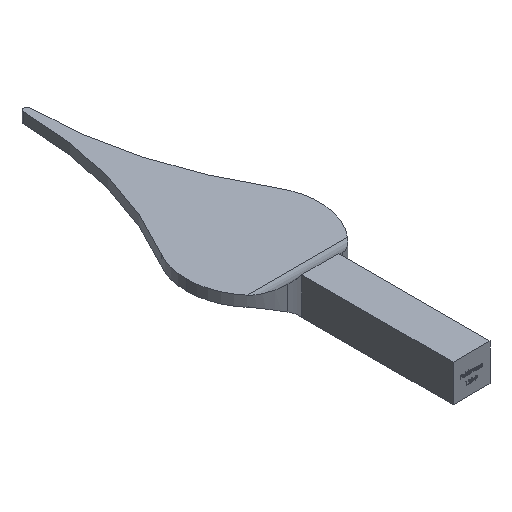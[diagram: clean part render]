
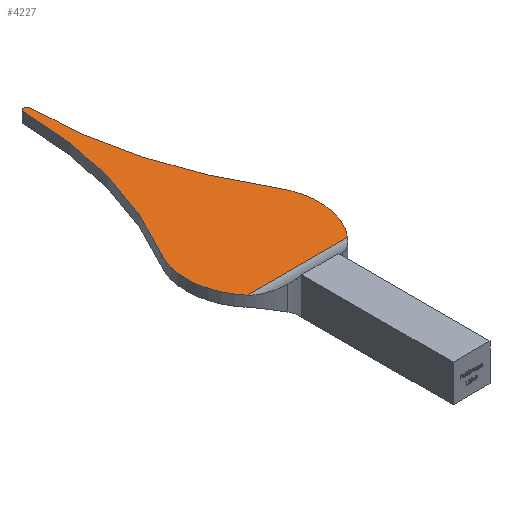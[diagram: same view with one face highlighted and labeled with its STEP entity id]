
A CAD part, isometric view. The second image highlights one B-rep face of the part: STEP entity #4227.
In plain terms, the highlighted planar face has unit normal (0, 0, 1).
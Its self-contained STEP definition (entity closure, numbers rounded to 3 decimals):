
#116 = DIRECTION ( 'NONE',  ( 0., 0., 1. ) ) ;
#124 = CARTESIAN_POINT ( 'NONE',  ( 0., 0., 2. ) ) ;
#257 = VERTEX_POINT ( 'NONE', #9165 ) ;
#474 = CARTESIAN_POINT ( 'NONE',  ( 144.977, 170., 2. ) ) ;
#727 = LINE ( 'NONE', #2344, #4347 ) ;
#835 = DIRECTION ( 'NONE',  ( 0., 0., -1. ) ) ;
#859 = ORIENTED_EDGE ( 'NONE', *, *, #2263, .T. ) ;
#1215 = DIRECTION ( 'NONE',  ( 1., 0., 0. ) ) ;
#1228 = CARTESIAN_POINT ( 'NONE',  ( -1.253, 169.007, 2. ) ) ;
#1453 = VECTOR ( 'NONE', #5303, 1000. ) ;
#1644 = AXIS2_PLACEMENT_3D ( 'NONE', #4478, #116, #5199 ) ;
#1826 = AXIS2_PLACEMENT_3D ( 'NONE', #3505, #8579, #4237 ) ;
#1895 = CARTESIAN_POINT ( 'NONE',  ( 1.253, 169.007, 2. ) ) ;
#2149 = CARTESIAN_POINT ( 'NONE',  ( 0.75, 82.989, 2. ) ) ;
#2198 = AXIS2_PLACEMENT_3D ( 'NONE', #474, #5548, #1215 ) ;
#2263 = EDGE_CURVE ( 'NONE', #3214, #6845, #9146, .T. ) ;
#2267 = VERTEX_POINT ( 'NONE', #6022 ) ;
#2271 = EDGE_CURVE ( 'NONE', #5423, #2425, #3361, .T. ) ;
#2314 = VERTEX_POINT ( 'NONE', #2461 ) ;
#2344 = CARTESIAN_POINT ( 'NONE',  ( 0., 170., 2. ) ) ;
#2425 = VERTEX_POINT ( 'NONE', #7638 ) ;
#2444 = CARTESIAN_POINT ( 'NONE',  ( -0.253, 170., 2. ) ) ;
#2461 = CARTESIAN_POINT ( 'NONE',  ( 0.253, 170., 2. ) ) ;
#2678 = ORIENTED_EDGE ( 'NONE', *, *, #5902, .T. ) ;
#2717 = CARTESIAN_POINT ( 'NONE',  ( 0.253, 169., 2. ) ) ;
#2800 = VERTEX_POINT ( 'NONE', #2444 ) ;
#2867 = DIRECTION ( 'NONE',  ( 1., 0., 0. ) ) ;
#3032 = AXIS2_PLACEMENT_3D ( 'NONE', #2149, #7228, #2867 ) ;
#3044 = EDGE_CURVE ( 'NONE', #3214, #257, #4246, .T. ) ;
#3068 = DIRECTION ( 'NONE',  ( 1., 0., 0. ) ) ;
#3077 = DIRECTION ( 'NONE',  ( 1., 0., 0. ) ) ;
#3126 = CARTESIAN_POINT ( 'NONE',  ( 4.379, 66.16, 2. ) ) ;
#3214 = VERTEX_POINT ( 'NONE', #6564 ) ;
#3361 = CIRCLE ( 'NONE', #3606, 143.727 ) ;
#3431 = DIRECTION ( 'NONE',  ( 1., 0., 0. ) ) ;
#3472 = ORIENTED_EDGE ( 'NONE', *, *, #5109, .F. ) ;
#3505 = CARTESIAN_POINT ( 'NONE',  ( -0.253, 169., 2. ) ) ;
#3568 = AXIS2_PLACEMENT_3D ( 'NONE', #2717, #7795, #3431 ) ;
#3606 = AXIS2_PLACEMENT_3D ( 'NONE', #8240, #3874, #8944 ) ;
#3793 = CIRCLE ( 'NONE', #1826, 1. ) ;
#3798 = ORIENTED_EDGE ( 'NONE', *, *, #3044, .F. ) ;
#3822 = FACE_OUTER_BOUND ( 'NONE', #8601, .T. ) ;
#3874 = DIRECTION ( 'NONE',  ( 0., 0., -1. ) ) ;
#3893 = ORIENTED_EDGE ( 'NONE', *, *, #2271, .T. ) ;
#4212 = EDGE_CURVE ( 'NONE', #8886, #2267, #5972, .T. ) ;
#4227 = ADVANCED_FACE ( 'NONE', ( #3822 ), #6684, .T. ) ;
#4237 = DIRECTION ( 'NONE',  ( 1., 0., 0. ) ) ;
#4246 = CIRCLE ( 'NONE', #3032, 26. ) ;
#4347 = VECTOR ( 'NONE', #3068, 1000. ) ;
#4361 = CIRCLE ( 'NONE', #3568, 1. ) ;
#4478 = CARTESIAN_POINT ( 'NONE',  ( -0.75, 82.989, 2. ) ) ;
#4607 = AXIS2_PLACEMENT_3D ( 'NONE', #124, #7437, #3077 ) ;
#4941 = EDGE_CURVE ( 'NONE', #257, #2425, #9338, .T. ) ;
#5109 = EDGE_CURVE ( 'NONE', #2800, #2314, #727, .T. ) ;
#5165 = CARTESIAN_POINT ( 'NONE',  ( 0.75, 82.989, 2. ) ) ;
#5199 = DIRECTION ( 'NONE',  ( 1., 0., 0. ) ) ;
#5221 = ORIENTED_EDGE ( 'NONE', *, *, #5463, .T. ) ;
#5265 = ORIENTED_EDGE ( 'NONE', *, *, #4941, .F. ) ;
#5303 = DIRECTION ( 'NONE',  ( 1., 0., 0. ) ) ;
#5423 = VERTEX_POINT ( 'NONE', #1228 ) ;
#5463 = EDGE_CURVE ( 'NONE', #2800, #5423, #3793, .T. ) ;
#5548 = DIRECTION ( 'NONE',  ( 0., 0., 1. ) ) ;
#5846 = CIRCLE ( 'NONE', #1644, 26. ) ;
#5883 = DIRECTION ( 'NONE',  ( 1., 0., 0. ) ) ;
#5902 = EDGE_CURVE ( 'NONE', #6845, #2267, #5846, .T. ) ;
#5972 = CIRCLE ( 'NONE', #2198, 143.727 ) ;
#6022 = CARTESIAN_POINT ( 'NONE',  ( 21.574, 96.318, 2. ) ) ;
#6564 = CARTESIAN_POINT ( 'NONE',  ( -19.069, 66.16, 2. ) ) ;
#6673 = CARTESIAN_POINT ( 'NONE',  ( 19.069, 66.16, 2. ) ) ;
#6684 = PLANE ( 'NONE',  #4607 ) ;
#6845 = VERTEX_POINT ( 'NONE', #6673 ) ;
#7228 = DIRECTION ( 'NONE',  ( 0., 0., -1. ) ) ;
#7358 = AXIS2_PLACEMENT_3D ( 'NONE', #5165, #835, #5883 ) ;
#7412 = EDGE_CURVE ( 'NONE', #8886, #2314, #4361, .T. ) ;
#7437 = DIRECTION ( 'NONE',  ( 0., 0., 1. ) ) ;
#7638 = CARTESIAN_POINT ( 'NONE',  ( -21.574, 96.318, 2. ) ) ;
#7795 = DIRECTION ( 'NONE',  ( 0., 0., 1. ) ) ;
#8200 = ORIENTED_EDGE ( 'NONE', *, *, #4212, .F. ) ;
#8240 = CARTESIAN_POINT ( 'NONE',  ( -144.977, 170., 2. ) ) ;
#8579 = DIRECTION ( 'NONE',  ( 0., 0., 1. ) ) ;
#8601 = EDGE_LOOP ( 'NONE', ( #8200, #8748, #3472, #5221, #3893, #5265, #3798, #859, #2678 ) ) ;
#8748 = ORIENTED_EDGE ( 'NONE', *, *, #7412, .T. ) ;
#8886 = VERTEX_POINT ( 'NONE', #1895 ) ;
#8944 = DIRECTION ( 'NONE',  ( 1., 0., 0. ) ) ;
#9146 = LINE ( 'NONE', #3126, #1453 ) ;
#9165 = CARTESIAN_POINT ( 'NONE',  ( -25.25, 82.989, 2. ) ) ;
#9338 = CIRCLE ( 'NONE', #7358, 26. ) ;
